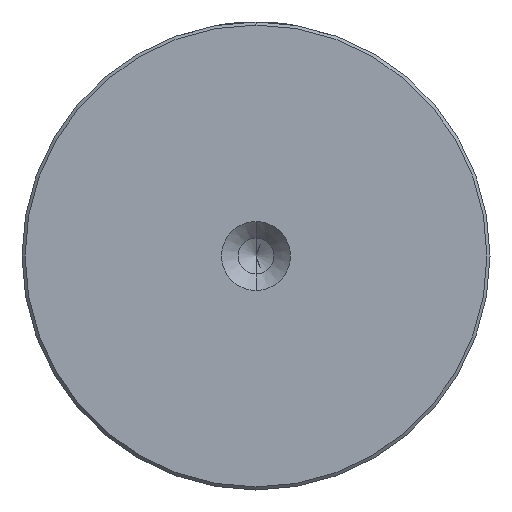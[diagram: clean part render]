
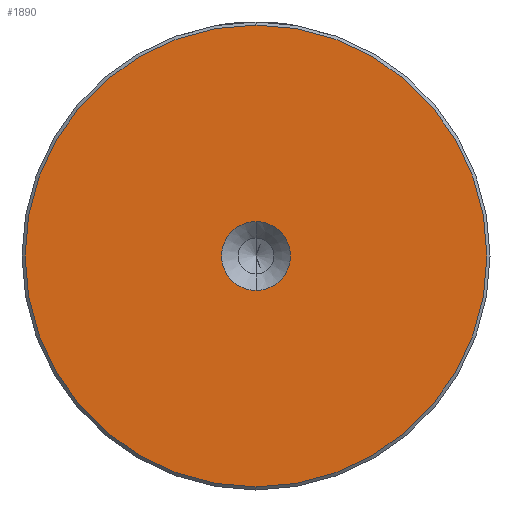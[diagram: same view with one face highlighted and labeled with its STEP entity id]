
A CAD part, left-side view. The second image highlights one B-rep face of the part: STEP entity #1890.
In plain terms, the highlighted planar face has unit normal (-1, 0, 0).
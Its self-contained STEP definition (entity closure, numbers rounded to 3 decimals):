
#100 = CIRCLE ( 'NONE', #2072, 5.6 ) ;
#130 = CARTESIAN_POINT ( 'NONE',  ( 0., 0., -5.6 ) ) ;
#188 = CARTESIAN_POINT ( 'NONE',  ( 0., 0., 0. ) ) ;
#269 = FACE_BOUND ( 'NONE', #1431, .T. ) ;
#283 = EDGE_CURVE ( 'NONE', #492, #1468, #2284, .T. ) ;
#397 = DIRECTION ( 'NONE',  ( 0., 0., 1. ) ) ;
#425 = VERTEX_POINT ( 'NONE', #130 ) ;
#429 = DIRECTION ( 'NONE',  ( -1., 0., 0. ) ) ;
#438 = CARTESIAN_POINT ( 'NONE',  ( 0., 0., 0. ) ) ;
#492 = VERTEX_POINT ( 'NONE', #1219 ) ;
#605 = AXIS2_PLACEMENT_3D ( 'NONE', #2073, #1863, #912 ) ;
#694 = AXIS2_PLACEMENT_3D ( 'NONE', #438, #429, #397 ) ;
#742 = DIRECTION ( 'NONE',  ( -1., 0., 0. ) ) ;
#750 = PLANE ( 'NONE',  #981 ) ;
#766 = DIRECTION ( 'NONE',  ( 0., 0., 1. ) ) ;
#805 = EDGE_CURVE ( 'NONE', #1468, #492, #1545, .T. ) ;
#912 = DIRECTION ( 'NONE',  ( 0., 0., 1. ) ) ;
#981 = AXIS2_PLACEMENT_3D ( 'NONE', #188, #1917, #766 ) ;
#1060 = CIRCLE ( 'NONE', #1669, 5.6 ) ;
#1103 = CARTESIAN_POINT ( 'NONE',  ( 0., 0., 0. ) ) ;
#1164 = EDGE_LOOP ( 'NONE', ( #2203, #1238 ) ) ;
#1219 = CARTESIAN_POINT ( 'NONE',  ( 0., 0., 37.5 ) ) ;
#1238 = ORIENTED_EDGE ( 'NONE', *, *, #283, .T. ) ;
#1291 = ORIENTED_EDGE ( 'NONE', *, *, #2125, .F. ) ;
#1295 = DIRECTION ( 'NONE',  ( 0., 0., 1. ) ) ;
#1431 = EDGE_LOOP ( 'NONE', ( #1291, #2230 ) ) ;
#1468 = VERTEX_POINT ( 'NONE', #1594 ) ;
#1545 = CIRCLE ( 'NONE', #605, 37.5 ) ;
#1594 = CARTESIAN_POINT ( 'NONE',  ( 0., 0., -37.5 ) ) ;
#1669 = AXIS2_PLACEMENT_3D ( 'NONE', #1103, #2466, #1295 ) ;
#1803 = VERTEX_POINT ( 'NONE', #2060 ) ;
#1863 = DIRECTION ( 'NONE',  ( -1., 0., 0. ) ) ;
#1890 = ADVANCED_FACE ( 'NONE', ( #2145, #269 ), #750, .T. ) ;
#1894 = CARTESIAN_POINT ( 'NONE',  ( 0., 0., 0. ) ) ;
#1917 = DIRECTION ( 'NONE',  ( -1., 0., 0. ) ) ;
#2060 = CARTESIAN_POINT ( 'NONE',  ( 0., 0., 5.6 ) ) ;
#2072 = AXIS2_PLACEMENT_3D ( 'NONE', #1894, #742, #2094 ) ;
#2073 = CARTESIAN_POINT ( 'NONE',  ( 0., 0., 0. ) ) ;
#2094 = DIRECTION ( 'NONE',  ( 0., 0., 1. ) ) ;
#2125 = EDGE_CURVE ( 'NONE', #1803, #425, #1060, .T. ) ;
#2145 = FACE_OUTER_BOUND ( 'NONE', #1164, .T. ) ;
#2152 = EDGE_CURVE ( 'NONE', #425, #1803, #100, .T. ) ;
#2203 = ORIENTED_EDGE ( 'NONE', *, *, #805, .T. ) ;
#2230 = ORIENTED_EDGE ( 'NONE', *, *, #2152, .F. ) ;
#2284 = CIRCLE ( 'NONE', #694, 37.5 ) ;
#2466 = DIRECTION ( 'NONE',  ( -1., 0., 0. ) ) ;
